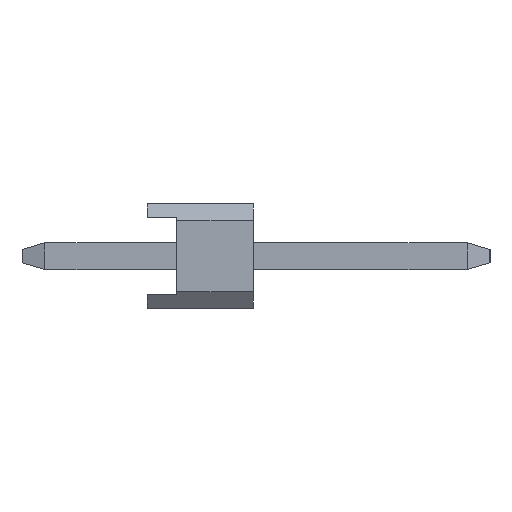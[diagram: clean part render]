
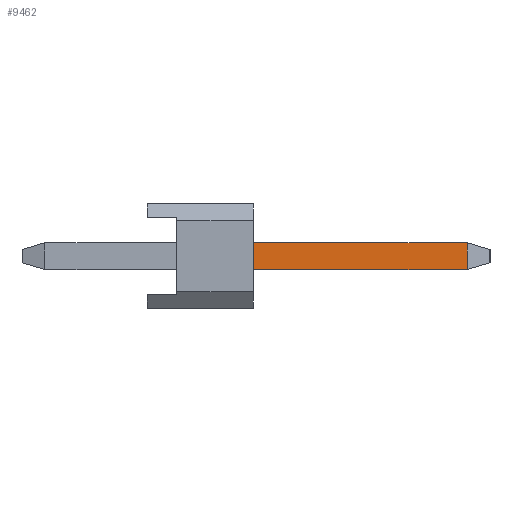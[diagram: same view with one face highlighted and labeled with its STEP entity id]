
A CAD part, left-side view. The second image highlights one B-rep face of the part: STEP entity #9462.
In plain terms, the highlighted planar face has unit normal (-1, 0, 0).
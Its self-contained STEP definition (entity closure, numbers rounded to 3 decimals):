
#4622=EDGE_CURVE('',#7416,#6644,#12974,.T.);
#4778=VERTEX_POINT('',#13146);
#5476=EDGE_CURVE('',#11772,#4778,#13911,.T.);
#6118=EDGE_CURVE('',#6644,#11772,#14609,.T.);
#6644=VERTEX_POINT('',#15185);
#7416=VERTEX_POINT('',#16032);
#9462=ADVANCED_FACE('',(#18315),#18316,.T.);
#11772=VERTEX_POINT('',#20889);
#12084=EDGE_CURVE('',#4778,#7416,#21231,.T.);
#12974=LINE('',#22388,#22389);
#13146=CARTESIAN_POINT('',(-33.34,-2.54,0.32));
#13911=LINE('',#23729,#23730);
#14609=LINE('',#24731,#24732);
#15185=CARTESIAN_POINT('',(-33.34,-7.654,-0.32));
#16032=CARTESIAN_POINT('',(-33.34,-7.654,0.32));
#18315=FACE_OUTER_BOUND('',#30118,.T.);
#18316=PLANE('',#30119);
#20889=CARTESIAN_POINT('',(-33.34,-2.54,-0.32));
#21231=LINE('',#34293,#34294);
#22388=CARTESIAN_POINT('',(-33.34,-7.654,0.5));
#22389=VECTOR('',#35347,1.0);
#23729=CARTESIAN_POINT('',(-33.34,-2.54,0.252));
#23730=VECTOR('',#36241,1.0);
#24731=CARTESIAN_POINT('',(-33.34,2.454,-0.32));
#24732=VECTOR('',#36853,1.0);
#30118=EDGE_LOOP('',(#40779,#40780,#40781,#40782));
#30119=AXIS2_PLACEMENT_3D('',#40783,#40784,#40785);
#34293=CARTESIAN_POINT('',(-33.34,-2.6,0.32));
#34294=VECTOR('',#43939,1.0);
#35347=DIRECTION('',(0.0,0.,-1.0));
#36241=DIRECTION('',(0.,0.,1.0));
#36853=DIRECTION('',(0.,1.0,0.));
#40779=ORIENTED_EDGE('',*,*,#5476,.F.);
#40780=ORIENTED_EDGE('',*,*,#6118,.F.);
#40781=ORIENTED_EDGE('',*,*,#4622,.F.);
#40782=ORIENTED_EDGE('',*,*,#12084,.F.);
#40783=CARTESIAN_POINT('',(-33.34,2.454,0.5));
#40784=DIRECTION('',(-1.0,0.,0.));
#40785=DIRECTION('',(0.,1.0,0.));
#43939=DIRECTION('',(0.,-1.0,0.));
